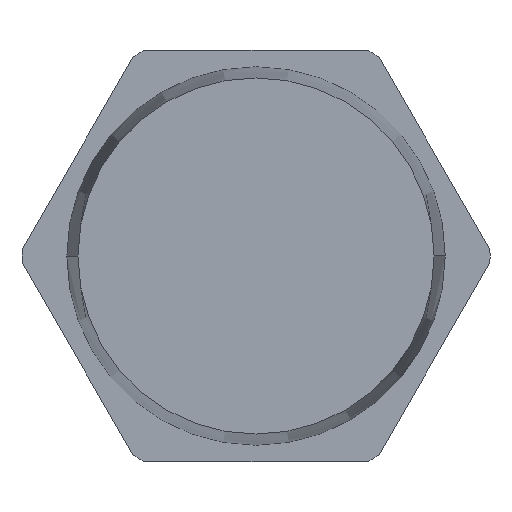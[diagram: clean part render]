
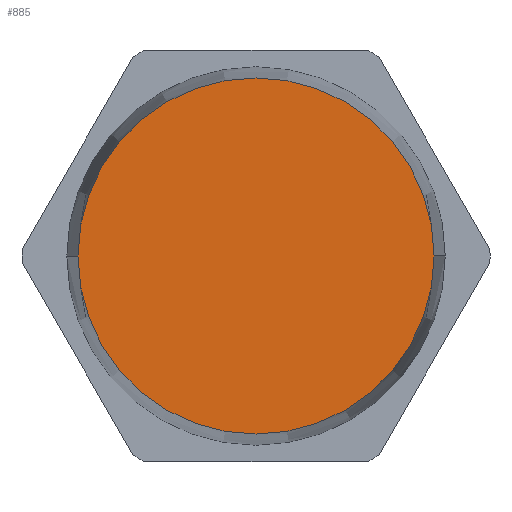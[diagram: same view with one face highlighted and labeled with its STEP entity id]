
A CAD part, front view. The second image highlights one B-rep face of the part: STEP entity #885.
In plain terms, the highlighted planar face has unit normal (0, -1, 0).
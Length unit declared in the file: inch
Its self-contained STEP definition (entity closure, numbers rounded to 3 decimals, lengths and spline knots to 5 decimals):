
#70 = CARTESIAN_POINT ( 'NONE',  ( 0.19025, -0.38, 0. ) ) ;
#172 = CARTESIAN_POINT ( 'NONE',  ( -0.19025, -0.38, 0. ) ) ;
#209 = FACE_OUTER_BOUND ( 'NONE', #686, .T. ) ;
#230 = DIRECTION ( 'NONE',  ( 0., 1., 0. ) ) ;
#272 = CIRCLE ( 'NONE', #815, 0.19025 ) ;
#280 = VERTEX_POINT ( 'NONE', #172 ) ;
#311 = AXIS2_PLACEMENT_3D ( 'NONE', #414, #909, #489 ) ;
#344 = DIRECTION ( 'NONE',  ( 0., 1., 0. ) ) ;
#400 = AXIS2_PLACEMENT_3D ( 'NONE', #778, #344, #841 ) ;
#414 = CARTESIAN_POINT ( 'NONE',  ( 0.19025, -0.38, 0. ) ) ;
#428 = EDGE_CURVE ( 'NONE', #280, #555, #898, .T. ) ;
#489 = DIRECTION ( 'NONE',  ( -1., 0., 0. ) ) ;
#555 = VERTEX_POINT ( 'NONE', #70 ) ;
#559 = PLANE ( 'NONE',  #311 ) ;
#586 = ORIENTED_EDGE ( 'NONE', *, *, #428, .F. ) ;
#671 = CARTESIAN_POINT ( 'NONE',  ( 0., -0.38, 0. ) ) ;
#686 = EDGE_LOOP ( 'NONE', ( #586, #707 ) ) ;
#707 = ORIENTED_EDGE ( 'NONE', *, *, #709, .F. ) ;
#709 = EDGE_CURVE ( 'NONE', #555, #280, #272, .T. ) ;
#737 = DIRECTION ( 'NONE',  ( -1., 0., 0. ) ) ;
#778 = CARTESIAN_POINT ( 'NONE',  ( 0., -0.38, 0. ) ) ;
#815 = AXIS2_PLACEMENT_3D ( 'NONE', #671, #230, #737 ) ;
#841 = DIRECTION ( 'NONE',  ( -1., 0., 0. ) ) ;
#885 = ADVANCED_FACE ( 'NONE', ( #209 ), #559, .F. ) ;
#898 = CIRCLE ( 'NONE', #400, 0.19025 ) ;
#909 = DIRECTION ( 'NONE',  ( 0., 1., 0. ) ) ;
